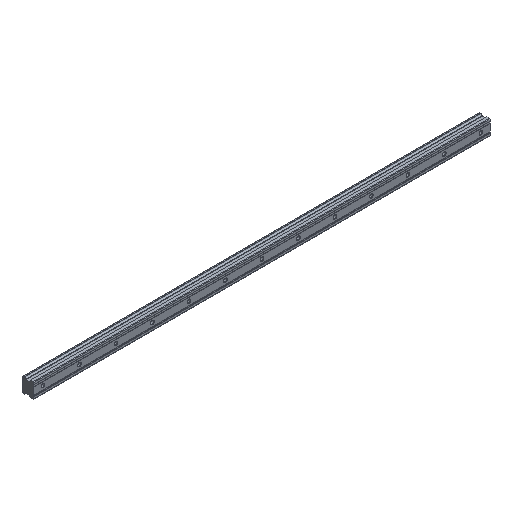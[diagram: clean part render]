
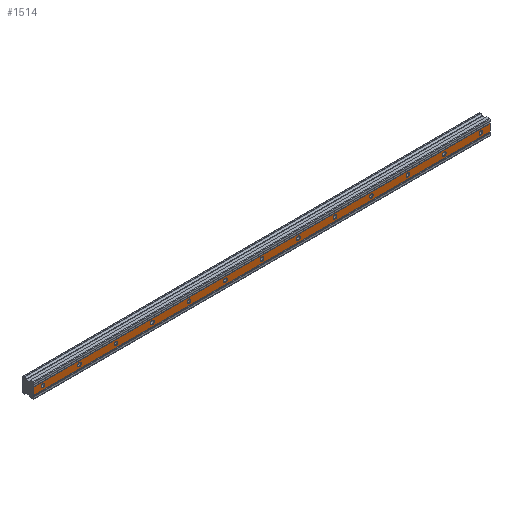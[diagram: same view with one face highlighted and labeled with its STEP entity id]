
A CAD part, isometric view. The second image highlights one B-rep face of the part: STEP entity #1514.
In plain terms, the highlighted planar face has unit normal (0, -1, 0).
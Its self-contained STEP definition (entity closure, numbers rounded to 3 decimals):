
#41=LINE('',#2526,#121);
#43=LINE('',#2530,#123);
#44=LINE('',#2532,#124);
#45=LINE('',#2533,#125);
#121=VECTOR('',#2101,1000.);
#123=VECTOR('',#2105,15.5);
#124=VECTOR('',#2106,1000.);
#125=VECTOR('',#2107,15.5);
#199=PLANE('',#1706);
#282=FACE_BOUND('',#593,.T.);
#283=FACE_BOUND('',#594,.T.);
#284=FACE_BOUND('',#595,.T.);
#285=FACE_BOUND('',#596,.T.);
#286=FACE_BOUND('',#597,.T.);
#287=FACE_BOUND('',#598,.T.);
#288=FACE_BOUND('',#599,.T.);
#289=FACE_BOUND('',#600,.T.);
#290=FACE_BOUND('',#601,.T.);
#291=FACE_BOUND('',#602,.T.);
#292=FACE_BOUND('',#603,.T.);
#293=FACE_BOUND('',#604,.T.);
#294=FACE_BOUND('',#605,.T.);
#415=FACE_OUTER_BOUND('',#592,.T.);
#592=EDGE_LOOP('',(#1216,#1217,#1218,#1219));
#593=EDGE_LOOP('',(#1220));
#594=EDGE_LOOP('',(#1221));
#595=EDGE_LOOP('',(#1222));
#596=EDGE_LOOP('',(#1223));
#597=EDGE_LOOP('',(#1224));
#598=EDGE_LOOP('',(#1225));
#599=EDGE_LOOP('',(#1226));
#600=EDGE_LOOP('',(#1227));
#601=EDGE_LOOP('',(#1228));
#602=EDGE_LOOP('',(#1229));
#603=EDGE_LOOP('',(#1230));
#604=EDGE_LOOP('',(#1231));
#605=EDGE_LOOP('',(#1232));
#636=CIRCLE('',#1552,4.);
#642=CIRCLE('',#1563,4.);
#648=CIRCLE('',#1574,4.);
#654=CIRCLE('',#1585,4.);
#660=CIRCLE('',#1596,4.);
#666=CIRCLE('',#1607,4.);
#672=CIRCLE('',#1618,4.);
#678=CIRCLE('',#1629,4.);
#684=CIRCLE('',#1640,4.);
#690=CIRCLE('',#1651,4.);
#696=CIRCLE('',#1662,4.);
#702=CIRCLE('',#1673,4.);
#708=CIRCLE('',#1684,4.);
#730=VERTEX_POINT('',#2258);
#736=VERTEX_POINT('',#2275);
#742=VERTEX_POINT('',#2292);
#748=VERTEX_POINT('',#2309);
#754=VERTEX_POINT('',#2326);
#760=VERTEX_POINT('',#2343);
#766=VERTEX_POINT('',#2360);
#772=VERTEX_POINT('',#2377);
#778=VERTEX_POINT('',#2394);
#784=VERTEX_POINT('',#2411);
#790=VERTEX_POINT('',#2428);
#796=VERTEX_POINT('',#2445);
#802=VERTEX_POINT('',#2462);
#819=VERTEX_POINT('',#2523);
#820=VERTEX_POINT('',#2525);
#821=VERTEX_POINT('',#2529);
#822=VERTEX_POINT('',#2531);
#872=EDGE_CURVE('',#730,#730,#636,.T.);
#878=EDGE_CURVE('',#736,#736,#642,.T.);
#884=EDGE_CURVE('',#742,#742,#648,.T.);
#890=EDGE_CURVE('',#748,#748,#654,.T.);
#896=EDGE_CURVE('',#754,#754,#660,.T.);
#902=EDGE_CURVE('',#760,#760,#666,.T.);
#908=EDGE_CURVE('',#766,#766,#672,.T.);
#914=EDGE_CURVE('',#772,#772,#678,.T.);
#920=EDGE_CURVE('',#778,#778,#684,.T.);
#926=EDGE_CURVE('',#784,#784,#690,.T.);
#932=EDGE_CURVE('',#790,#790,#696,.T.);
#938=EDGE_CURVE('',#796,#796,#702,.T.);
#944=EDGE_CURVE('',#802,#802,#708,.T.);
#968=EDGE_CURVE('',#820,#819,#41,.T.);
#970=EDGE_CURVE('',#819,#821,#43,.T.);
#971=EDGE_CURVE('',#822,#821,#44,.T.);
#972=EDGE_CURVE('',#822,#820,#45,.T.);
#1216=ORIENTED_EDGE('',*,*,#970,.T.);
#1217=ORIENTED_EDGE('',*,*,#971,.F.);
#1218=ORIENTED_EDGE('',*,*,#972,.T.);
#1219=ORIENTED_EDGE('',*,*,#968,.T.);
#1220=ORIENTED_EDGE('',*,*,#944,.T.);
#1221=ORIENTED_EDGE('',*,*,#938,.T.);
#1222=ORIENTED_EDGE('',*,*,#932,.T.);
#1223=ORIENTED_EDGE('',*,*,#926,.T.);
#1224=ORIENTED_EDGE('',*,*,#920,.T.);
#1225=ORIENTED_EDGE('',*,*,#914,.T.);
#1226=ORIENTED_EDGE('',*,*,#908,.T.);
#1227=ORIENTED_EDGE('',*,*,#902,.T.);
#1228=ORIENTED_EDGE('',*,*,#896,.T.);
#1229=ORIENTED_EDGE('',*,*,#890,.T.);
#1230=ORIENTED_EDGE('',*,*,#884,.T.);
#1231=ORIENTED_EDGE('',*,*,#878,.T.);
#1232=ORIENTED_EDGE('',*,*,#872,.T.);
#1514=ADVANCED_FACE('',(#415,#282,#283,#284,#285,#286,#287,#288,#289,#290,
#291,#292,#293,#294),#199,.T.);
#1552=AXIS2_PLACEMENT_3D('',#2259,#1770,#1771);
#1563=AXIS2_PLACEMENT_3D('',#2276,#1792,#1793);
#1574=AXIS2_PLACEMENT_3D('',#2293,#1814,#1815);
#1585=AXIS2_PLACEMENT_3D('',#2310,#1836,#1837);
#1596=AXIS2_PLACEMENT_3D('',#2327,#1858,#1859);
#1607=AXIS2_PLACEMENT_3D('',#2344,#1880,#1881);
#1618=AXIS2_PLACEMENT_3D('',#2361,#1902,#1903);
#1629=AXIS2_PLACEMENT_3D('',#2378,#1924,#1925);
#1640=AXIS2_PLACEMENT_3D('',#2395,#1946,#1947);
#1651=AXIS2_PLACEMENT_3D('',#2412,#1968,#1969);
#1662=AXIS2_PLACEMENT_3D('',#2429,#1990,#1991);
#1673=AXIS2_PLACEMENT_3D('',#2446,#2012,#2013);
#1684=AXIS2_PLACEMENT_3D('',#2463,#2034,#2035);
#1706=AXIS2_PLACEMENT_3D('',#2528,#2103,#2104);
#1770=DIRECTION('center_axis',(0.,1.,0.));
#1771=DIRECTION('ref_axis',(-1.,0.,0.));
#1792=DIRECTION('center_axis',(0.,1.,0.));
#1793=DIRECTION('ref_axis',(-1.,0.,0.));
#1814=DIRECTION('center_axis',(0.,1.,0.));
#1815=DIRECTION('ref_axis',(-1.,0.,0.));
#1836=DIRECTION('center_axis',(0.,1.,0.));
#1837=DIRECTION('ref_axis',(-1.,0.,0.));
#1858=DIRECTION('center_axis',(0.,1.,0.));
#1859=DIRECTION('ref_axis',(-1.,0.,0.));
#1880=DIRECTION('center_axis',(0.,1.,0.));
#1881=DIRECTION('ref_axis',(-1.,0.,0.));
#1902=DIRECTION('center_axis',(0.,1.,0.));
#1903=DIRECTION('ref_axis',(-1.,0.,0.));
#1924=DIRECTION('center_axis',(0.,1.,0.));
#1925=DIRECTION('ref_axis',(-1.,0.,0.));
#1946=DIRECTION('center_axis',(0.,1.,0.));
#1947=DIRECTION('ref_axis',(-1.,0.,0.));
#1968=DIRECTION('center_axis',(0.,1.,0.));
#1969=DIRECTION('ref_axis',(-1.,0.,0.));
#1990=DIRECTION('center_axis',(0.,1.,0.));
#1991=DIRECTION('ref_axis',(-1.,0.,0.));
#2012=DIRECTION('center_axis',(0.,1.,0.));
#2013=DIRECTION('ref_axis',(-1.,0.,0.));
#2034=DIRECTION('center_axis',(0.,1.,0.));
#2035=DIRECTION('ref_axis',(-1.,0.,0.));
#2101=DIRECTION('',(1.,0.,0.));
#2103=DIRECTION('center_axis',(0.,-1.,0.));
#2104=DIRECTION('ref_axis',(0.,0.,-1.));
#2105=DIRECTION('',(0.,0.,1.));
#2106=DIRECTION('',(1.,0.,0.));
#2107=DIRECTION('',(0.,0.,-1.));
#2258=CARTESIAN_POINT('',(-476.,0.,0.));
#2259=CARTESIAN_POINT('Origin',(-480.,0.,0.));
#2275=CARTESIAN_POINT('',(-396.,0.,0.));
#2276=CARTESIAN_POINT('Origin',(-400.,0.,0.));
#2292=CARTESIAN_POINT('',(-316.,0.,0.));
#2293=CARTESIAN_POINT('Origin',(-320.,0.,0.));
#2309=CARTESIAN_POINT('',(-236.,0.,0.));
#2310=CARTESIAN_POINT('Origin',(-240.,0.,0.));
#2326=CARTESIAN_POINT('',(-156.,0.,0.));
#2327=CARTESIAN_POINT('Origin',(-160.,0.,0.));
#2343=CARTESIAN_POINT('',(-76.,0.,0.));
#2344=CARTESIAN_POINT('Origin',(-80.,0.,0.));
#2360=CARTESIAN_POINT('',(4.,0.,0.));
#2361=CARTESIAN_POINT('Origin',(0.,0.,0.));
#2377=CARTESIAN_POINT('',(84.,0.,0.));
#2378=CARTESIAN_POINT('Origin',(80.,0.,0.));
#2394=CARTESIAN_POINT('',(164.,0.,0.));
#2395=CARTESIAN_POINT('Origin',(160.,0.,0.));
#2411=CARTESIAN_POINT('',(244.,0.,0.));
#2412=CARTESIAN_POINT('Origin',(240.,0.,0.));
#2428=CARTESIAN_POINT('',(324.,0.,0.));
#2429=CARTESIAN_POINT('Origin',(320.,0.,0.));
#2445=CARTESIAN_POINT('',(404.,0.,0.));
#2446=CARTESIAN_POINT('Origin',(400.,0.,0.));
#2462=CARTESIAN_POINT('',(484.,0.,0.));
#2463=CARTESIAN_POINT('Origin',(480.,0.,0.));
#2523=CARTESIAN_POINT('',(500.,0.,-8.5));
#2525=CARTESIAN_POINT('',(-500.,0.,-8.5));
#2526=CARTESIAN_POINT('',(-500.,0.,-8.5));
#2528=CARTESIAN_POINT('Origin',(-500.,0.,-0.75));
#2529=CARTESIAN_POINT('',(500.,0.,7.));
#2530=CARTESIAN_POINT('',(500.,0.,7.));
#2531=CARTESIAN_POINT('',(-500.,0.,7.));
#2532=CARTESIAN_POINT('',(-500.,0.,7.));
#2533=CARTESIAN_POINT('',(-500.,0.,7.));
